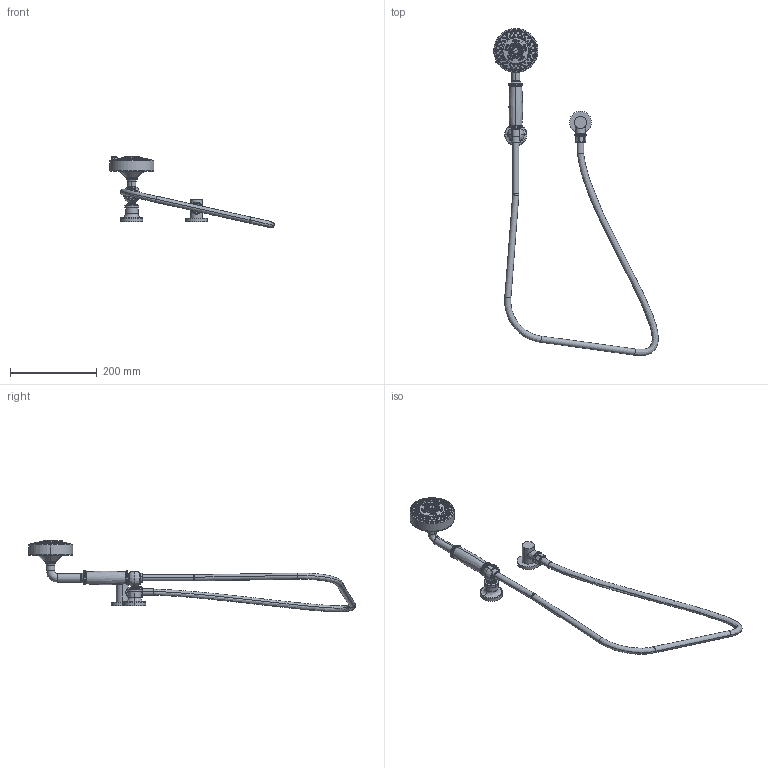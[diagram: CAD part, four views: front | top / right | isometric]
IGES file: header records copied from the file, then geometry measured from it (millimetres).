
Start section:  PTC IGES file: 280h.igs
Global section: file name: 280h.igs; native system: Creo Parametric by PTC Inc.; preprocessor: 2018400; author: jinson.thomas; organization: Unknown; date: 20201210.165736; units: inch
Bounding box: 378.49 x 751.97 x 164.56 mm (x, y, z)
Volume: 683672.8 mm3; surface area: 129477.9 mm2
Topology: 2 solids, 2 shells, 1154 faces, 2409 edges, 1423 vertices
Faces by surface type: revolution 956, bspline 198
